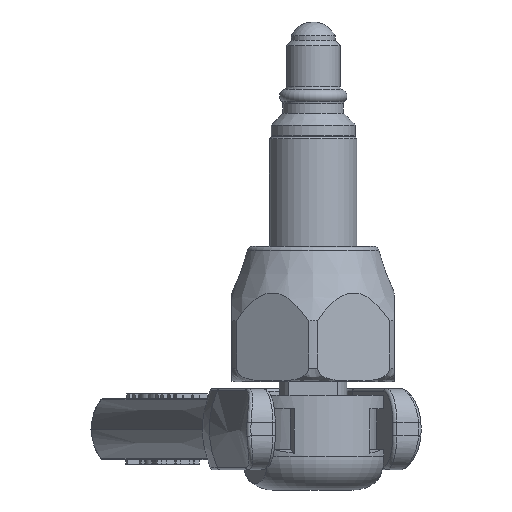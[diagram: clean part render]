
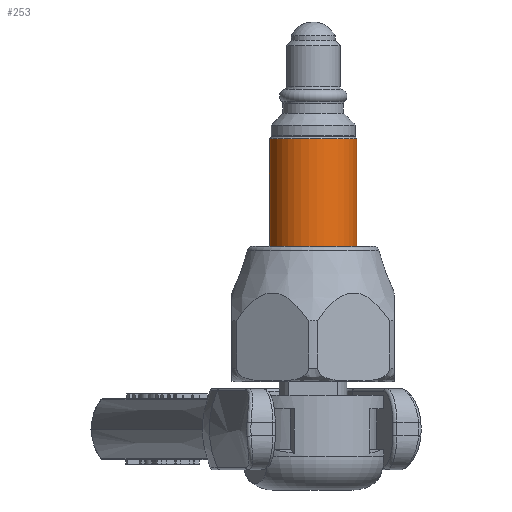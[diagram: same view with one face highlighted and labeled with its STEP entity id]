
A CAD part, front view. The second image highlights one B-rep face of the part: STEP entity #253.
In plain terms, the highlighted cylindrical face has radius 6.5 mm (diameter 13 mm), a full revolution.
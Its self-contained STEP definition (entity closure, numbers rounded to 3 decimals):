
#226=CARTESIAN_POINT('',(0.,0.,36.75));
#227=DIRECTION('',(0.,0.,1.0));
#228=DIRECTION('',(-0.815,0.58,0.));
#229=AXIS2_PLACEMENT_3D('',#226,#227,#228);
#230=CYLINDRICAL_SURFACE('',#229,6.5);
#231=CARTESIAN_POINT('',(5.296,-3.769,29.754));
#232=VERTEX_POINT('',#231);
#233=CARTESIAN_POINT('',(0.,0.,29.754));
#234=DIRECTION('',(0.,0.,1.));
#235=DIRECTION('',(-0.815,0.58,0.));
#236=AXIS2_PLACEMENT_3D('',#233,#234,#235);
#237=CIRCLE('',#236,6.5);
#238=EDGE_CURVE('',#232,#232,#237,.T.);
#239=ORIENTED_EDGE('',*,*,#238,.T.);
#240=EDGE_LOOP('',(#239));
#241=FACE_OUTER_BOUND('',#240,.T.);
#242=CARTESIAN_POINT('',(-5.296,3.769,47.7));
#243=VERTEX_POINT('',#242);
#244=CARTESIAN_POINT('',(0.,0.,47.7));
#245=DIRECTION('',(0.,0.,1.));
#246=DIRECTION('',(0.815,-0.58,0.));
#247=AXIS2_PLACEMENT_3D('',#244,#245,#246);
#248=CIRCLE('',#247,6.5);
#249=EDGE_CURVE('',#243,#243,#248,.T.);
#250=ORIENTED_EDGE('',*,*,#249,.F.);
#251=EDGE_LOOP('',(#250));
#252=FACE_BOUND('',#251,.T.);
#253=ADVANCED_FACE('',(#241,#252),#230,.T.);
